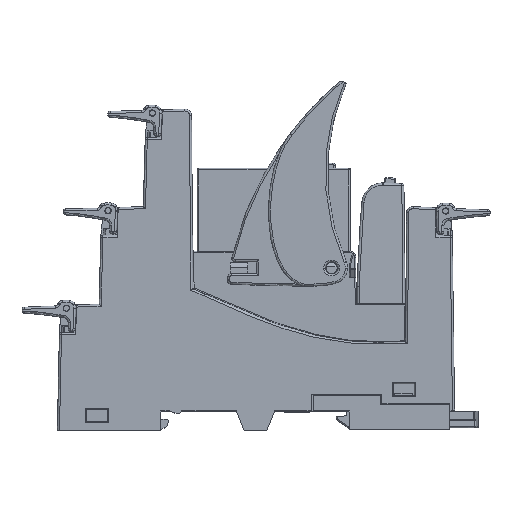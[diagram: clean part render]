
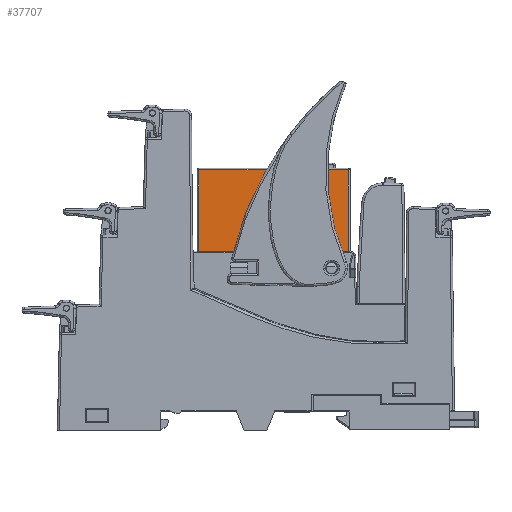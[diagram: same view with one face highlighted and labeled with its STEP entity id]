
A CAD part, top view. The second image highlights one B-rep face of the part: STEP entity #37707.
In plain terms, the highlighted face is planar.
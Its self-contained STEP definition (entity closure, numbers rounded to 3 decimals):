
#6505 = FACE_OUTER_BOUND ( 'NONE', #42917, .T. ) ;
#7494 = PLANE ( 'NONE',  #60556 ) ;
#7496 = CARTESIAN_POINT ( 'NONE',  ( -14.5, 6.35, 15.7 ) ) ;
#7501 = DIRECTION ( 'NONE',  ( 0., -1., 0. ) ) ;
#7502 = DIRECTION ( 'NONE',  ( 0., 0., -1. ) ) ;
#16898 = CARTESIAN_POINT ( 'NONE',  ( 14.2, 6.35, 15.4 ) ) ;
#16922 = CARTESIAN_POINT ( 'NONE',  ( -14.2, 6.35, 15.4 ) ) ;
#17829 = CARTESIAN_POINT ( 'NONE',  ( 14.2, 6.35, 0. ) ) ;
#17863 = CARTESIAN_POINT ( 'NONE',  ( -14.2, 6.35, 0. ) ) ;
#31426 = EDGE_CURVE ( 'NONE', #50755, #50774, #59419, .T. ) ;
#31458 = EDGE_CURVE ( 'NONE', #50422, #50374, #59463, .T. ) ;
#31460 = EDGE_CURVE ( 'NONE', #50374, #50755, #59465, .T. ) ;
#31461 = EDGE_CURVE ( 'NONE', #50774, #50422, #59467, .T. ) ;
#37707 = ADVANCED_FACE ( 'NONE', ( #6505 ), #7494, .F. ) ;
#39614 = ORIENTED_EDGE ( 'NONE', *, *, #31458, .T. ) ;
#39615 = ORIENTED_EDGE ( 'NONE', *, *, #31460, .T. ) ;
#39616 = ORIENTED_EDGE ( 'NONE', *, *, #31426, .T. ) ;
#39617 = ORIENTED_EDGE ( 'NONE', *, *, #31461, .T. ) ;
#42917 = EDGE_LOOP ( 'NONE', ( #39614, #39615, #39616, #39617 ) ) ;
#50374 = VERTEX_POINT ( 'NONE', #16898 ) ;
#50422 = VERTEX_POINT ( 'NONE', #16922 ) ;
#50755 = VERTEX_POINT ( 'NONE', #17829 ) ;
#50774 = VERTEX_POINT ( 'NONE', #17863 ) ;
#59419 = LINE ( 'NONE', #62266, #59421 ) ;
#59421 = VECTOR ( 'NONE', #62267, 1000. ) ;
#59463 = LINE ( 'NONE', #62321, #59466 ) ;
#59465 = LINE ( 'NONE', #62323, #59468 ) ;
#59466 = VECTOR ( 'NONE', #62322, 1000. ) ;
#59467 = LINE ( 'NONE', #62325, #59470 ) ;
#59468 = VECTOR ( 'NONE', #62324, 1000. ) ;
#59470 = VECTOR ( 'NONE', #62326, 1000. ) ;
#60556 = AXIS2_PLACEMENT_3D ( 'NONE', #7496, #7501, #7502 ) ;
#62266 = CARTESIAN_POINT ( 'NONE',  ( -14.5, 6.35, 0. ) ) ;
#62267 = DIRECTION ( 'NONE',  ( -1., 0., 0. ) ) ;
#62321 = CARTESIAN_POINT ( 'NONE',  ( 14.5, 6.35, 15.4 ) ) ;
#62322 = DIRECTION ( 'NONE',  ( 1., 0., 0. ) ) ;
#62323 = CARTESIAN_POINT ( 'NONE',  ( 14.2, 6.35, 15.7 ) ) ;
#62324 = DIRECTION ( 'NONE',  ( 0., 0., -1. ) ) ;
#62325 = CARTESIAN_POINT ( 'NONE',  ( -14.2, 6.35, 15.7 ) ) ;
#62326 = DIRECTION ( 'NONE',  ( 0., 0., 1. ) ) ;
